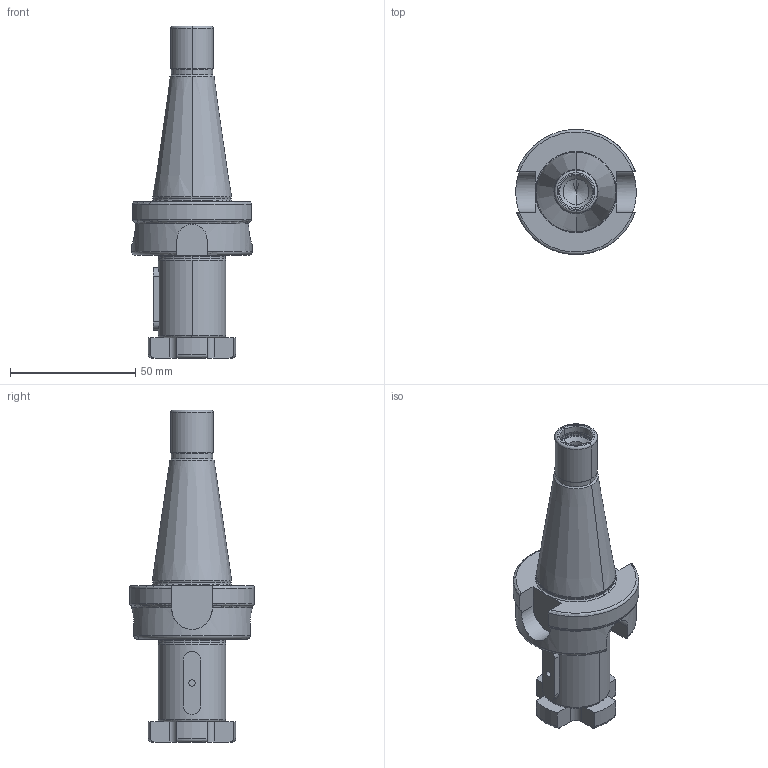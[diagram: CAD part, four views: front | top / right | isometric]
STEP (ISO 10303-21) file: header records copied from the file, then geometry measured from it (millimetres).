
FILE_DESCRIPTION((''),'2;1');
FILE_NAME('301_10_27','2020-09-01T',('103090'),(''),'CREO PARAMETRIC BY PTC INC, 2016260','CREO PARAMETRIC BY PTC INC, 2016260','');
FILE_SCHEMA(('CONFIG_CONTROL_DESIGN'));
Length unit declared in the file: millimetre
Products named in the file (1): 301_10_27
Bounding box: 48 x 49.83 x 132.4 mm (x, y, z)
Volume: 82321.6 mm3; surface area: 18852.5 mm2
Topology: 1 solids, 2 shells, 133 faces, 320 edges, 193 vertices
Faces by surface type: plane 45, cylinder 40, torus 30, cone 18
Entity records: 4160 total; most frequent: CARTESIAN_POINT 1001, DIRECTION 690, ORIENTED_EDGE 636, EDGE_CURVE 318, AXIS2_PLACEMENT_3D 274, VERTEX_POINT 193, VECTOR 142, LINE 142
